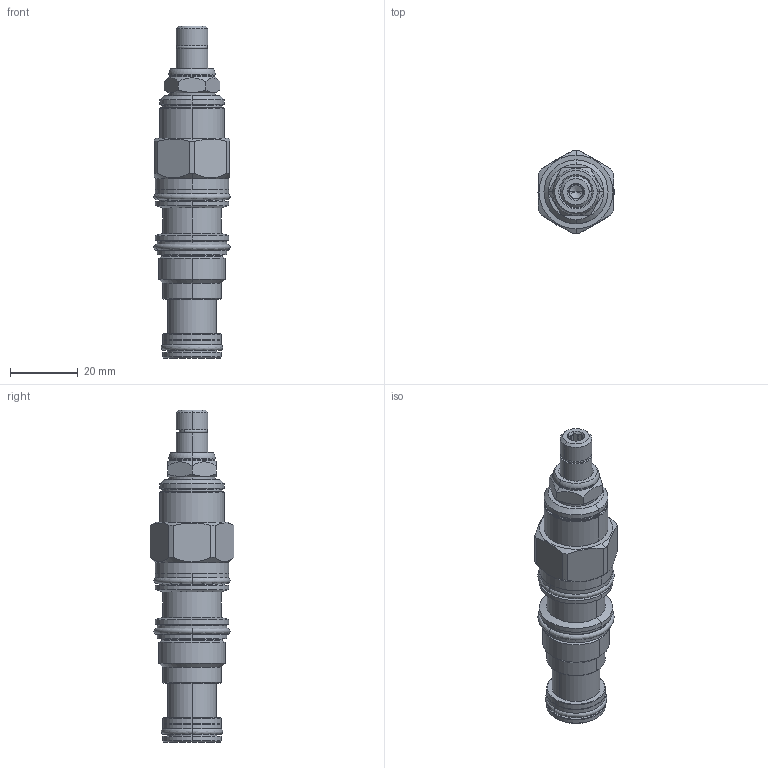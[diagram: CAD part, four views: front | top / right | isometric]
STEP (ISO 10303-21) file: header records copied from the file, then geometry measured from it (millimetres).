
FILE_DESCRIPTION((''),'2;1');
FILE_NAME('SQDB-LAN_PRT','2012-09-20T',('Administrator'),(''),'PRO/ENGINEER BY PARAMETRIC TECHNOLOGY CORPORATION, 2006240','PRO/ENGINEER BY PARAMETRIC TECHNOLOGY CORPORATION, 2006240','');
FILE_SCHEMA(('CONFIG_CONTROL_DESIGN'));
Length unit declared in the file: inch
Products named in the file (1): SQDB-LAN_PRT
Bounding box: 22.55 x 24.84 x 98.37 mm (x, y, z)
Volume: 24552 mm3; surface area: 8322.7 mm2
Topology: 4 solids, 5 shells, 196 faces, 442 edges, 267 vertices
Faces by surface type: cylinder 63, plane 54, cone 40, torus 27, revolution 12
Entity records: 6832 total; most frequent: CARTESIAN_POINT 2343, DIRECTION 992, ORIENTED_EDGE 880, EDGE_CURVE 440, AXIS2_PLACEMENT_3D 416, VERTEX_POINT 267, CIRCLE 232, EDGE_LOOP 217
